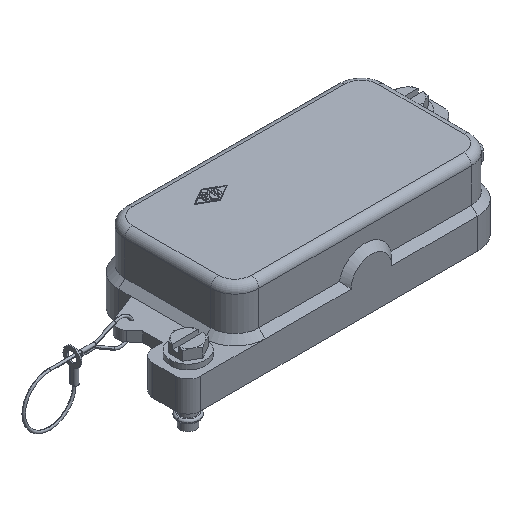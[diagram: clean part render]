
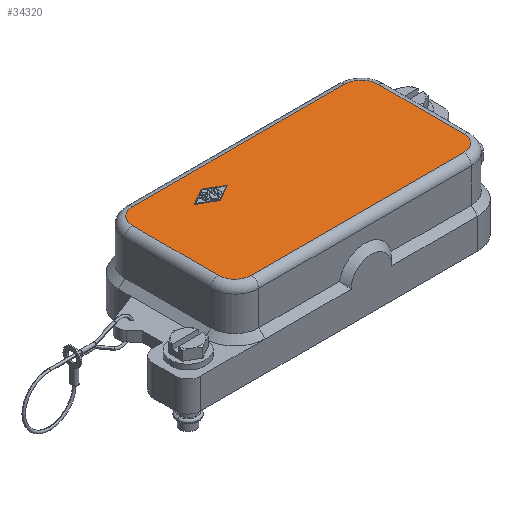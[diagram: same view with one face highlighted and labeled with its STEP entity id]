
A CAD part, isometric view. The second image highlights one B-rep face of the part: STEP entity #34320.
In plain terms, the highlighted planar face has unit normal (0, 0, 1).
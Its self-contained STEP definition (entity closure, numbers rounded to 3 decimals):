
#6070=CARTESIAN_POINT('',(42.,23.5,31.));
#6080=VERTEX_POINT('',#6070);
#6110=CARTESIAN_POINT('',(-42.,23.5,31.));
#6120=DIRECTION('',(1.,0.,0.));
#6130=VECTOR('',#6120,84.);
#6140=LINE('',#6110,#6130);
#6150=CARTESIAN_POINT('',(-42.,23.5,31.));
#6160=VERTEX_POINT('',#6150);
#6170=EDGE_CURVE('',#6160,#6080,#6140,.T.);
#6560=CARTESIAN_POINT('',(-48.5,17.,31.));
#6570=VERTEX_POINT('',#6560);
#6600=CARTESIAN_POINT('',(-48.5,-17.,31.));
#6610=DIRECTION('',(0.,1.,0.));
#6620=VECTOR('',#6610,34.);
#6630=LINE('',#6600,#6620);
#6640=CARTESIAN_POINT('',(-48.5,-17.,31.));
#6650=VERTEX_POINT('',#6640);
#6660=EDGE_CURVE('',#6650,#6570,#6630,.T.);
#7030=CARTESIAN_POINT('',(48.5,-17.,31.));
#7040=VERTEX_POINT('',#7030);
#7070=CARTESIAN_POINT('',(48.5,17.,31.));
#7080=DIRECTION('',(0.,-1.,0.));
#7090=VECTOR('',#7080,34.);
#7100=LINE('',#7070,#7090);
#7110=CARTESIAN_POINT('',(48.5,17.,31.));
#7120=VERTEX_POINT('',#7110);
#7130=EDGE_CURVE('',#7120,#7040,#7100,.T.);
#7520=CARTESIAN_POINT('',(-42.,-23.5,31.));
#7530=VERTEX_POINT('',#7520);
#7560=CARTESIAN_POINT('',(42.,-23.5,31.));
#7570=DIRECTION('',(-1.,0.,0.));
#7580=VECTOR('',#7570,84.);
#7590=LINE('',#7560,#7580);
#7600=CARTESIAN_POINT('',(42.,-23.5,31.));
#7610=VERTEX_POINT('',#7600);
#7620=EDGE_CURVE('',#7610,#7530,#7590,.T.);
#15070=CARTESIAN_POINT('',(-42.,17.,31.));
#15080=DIRECTION('',(0.,0.,-1.));
#15090=DIRECTION('',(-0.707,0.707,
0.));
#15100=AXIS2_PLACEMENT_3D('',#15070,#15080,#15090);
#15110=CIRCLE('',#15100,6.5);
#15120=EDGE_CURVE('',#6570,#6160,#15110,.T.);
#24400=CARTESIAN_POINT('',(-22.5,15.749,31.));
#24410=VERTEX_POINT('',#24400);
#24460=CARTESIAN_POINT('',(-22.5,15.749,31.));
#24470=DIRECTION('',(0.866,-0.5,0.));
#24480=VECTOR('',#24470,7.504);
#24490=LINE('',#24460,#24480);
#24500=CARTESIAN_POINT('',(-16.,12.,31.));
#24510=VERTEX_POINT('',#24500);
#24520=EDGE_CURVE('',#24410,#24510,#24490,.T.);
#24840=CARTESIAN_POINT('',(-16.,12.,31.));
#24850=DIRECTION('',(-0.866,-0.5,0.));
#24860=VECTOR('',#24850,7.504);
#24870=LINE('',#24840,#24860);
#24880=CARTESIAN_POINT('',(-22.5,8.251,31.));
#24890=VERTEX_POINT('',#24880);
#24900=EDGE_CURVE('',#24510,#24890,#24870,.T.);
#25220=CARTESIAN_POINT('',(-22.5,8.251,31.));
#25230=DIRECTION('',(-0.866,0.5,0.));
#25240=VECTOR('',#25230,7.504);
#25250=LINE('',#25220,#25240);
#25260=CARTESIAN_POINT('',(-29.,12.,31.));
#25270=VERTEX_POINT('',#25260);
#25280=EDGE_CURVE('',#24890,#25270,#25250,.T.);
#25600=CARTESIAN_POINT('',(-29.,12.,31.));
#25610=DIRECTION('',(0.866,0.5,0.));
#25620=VECTOR('',#25610,7.504);
#25630=LINE('',#25600,#25620);
#25640=EDGE_CURVE('',#25270,#24410,#25630,.T.);
#33930=CARTESIAN_POINT('',(0.,0.,31.));
#33940=DIRECTION('',(0.,0.,1.));
#33950=DIRECTION('',(1.,0.,0.));
#33960=AXIS2_PLACEMENT_3D('',#33930,#33940,#33950);
#33970=PLANE('',#33960);
#33980=CARTESIAN_POINT('',(-42.,-17.,31.));
#33990=DIRECTION('',(0.,0.,-1.));
#34000=DIRECTION('',(-0.707,-0.707,
0.));
#34010=AXIS2_PLACEMENT_3D('',#33980,#33990,#34000);
#34020=CIRCLE('',#34010,6.5);
#34030=EDGE_CURVE('',#7530,#6650,#34020,.T.);
#34040=ORIENTED_EDGE('',*,*,#34030,.F.);
#34050=ORIENTED_EDGE('',*,*,#6660,.F.);
#34060=ORIENTED_EDGE('',*,*,#15120,.F.);
#34070=ORIENTED_EDGE('',*,*,#6170,.F.);
#34080=CARTESIAN_POINT('',(42.,17.,31.));
#34090=DIRECTION('',(0.,0.,-1.));
#34100=DIRECTION('',(0.707,0.707,
0.));
#34110=AXIS2_PLACEMENT_3D('',#34080,#34090,#34100);
#34120=CIRCLE('',#34110,6.5);
#34130=EDGE_CURVE('',#6080,#7120,#34120,.T.);
#34140=ORIENTED_EDGE('',*,*,#34130,.F.);
#34150=ORIENTED_EDGE('',*,*,#7130,.F.);
#34160=CARTESIAN_POINT('',(42.,-17.,31.));
#34170=DIRECTION('',(0.,0.,-1.));
#34180=DIRECTION('',(0.707,-0.707,
0.));
#34190=AXIS2_PLACEMENT_3D('',#34160,#34170,#34180);
#34200=CIRCLE('',#34190,6.5);
#34210=EDGE_CURVE('',#7040,#7610,#34200,.T.);
#34220=ORIENTED_EDGE('',*,*,#34210,.F.);
#34230=ORIENTED_EDGE('',*,*,#7620,.F.);
#34240=EDGE_LOOP('',(#34230,#34220,#34150,#34140,#34070,#34060,#34050,
#34040));
#34250=FACE_OUTER_BOUND('',#34240,.T.);
#34260=ORIENTED_EDGE('',*,*,#25640,.T.);
#34270=ORIENTED_EDGE('',*,*,#25280,.T.);
#34280=ORIENTED_EDGE('',*,*,#24900,.T.);
#34290=ORIENTED_EDGE('',*,*,#24520,.T.);
#34300=EDGE_LOOP('',(#34290,#34280,#34270,#34260));
#34310=FACE_BOUND('',#34300,.T.);
#34320=ADVANCED_FACE('',(#34250,#34310),#33970,.T.);
